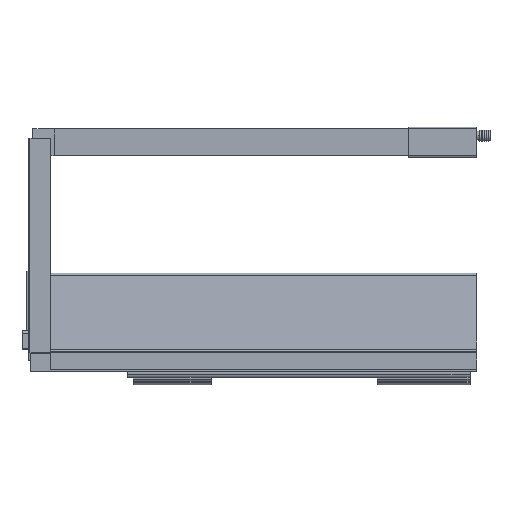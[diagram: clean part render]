
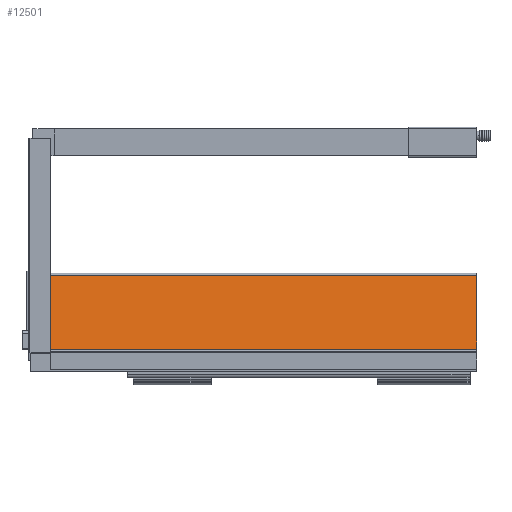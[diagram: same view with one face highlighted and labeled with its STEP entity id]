
A CAD part, top view. The second image highlights one B-rep face of the part: STEP entity #12501.
In plain terms, the highlighted planar face has unit normal (0, 0.139, 0.99).
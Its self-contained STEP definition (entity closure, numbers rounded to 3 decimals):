
#24 = VECTOR ( 'NONE', #11409, 1000. ) ;
#504 = VERTEX_POINT ( 'NONE', #8839 ) ;
#980 = DIRECTION ( 'NONE',  ( 0., -0.99, 0.139 ) ) ;
#1012 = VECTOR ( 'NONE', #10889, 1000. ) ;
#1288 = ORIENTED_EDGE ( 'NONE', *, *, #8283, .F. ) ;
#1476 = VECTOR ( 'NONE', #980, 1000. ) ;
#2225 = ORIENTED_EDGE ( 'NONE', *, *, #4327, .F. ) ;
#2240 = DIRECTION ( 'NONE',  ( 0., -0.99, 0.139 ) ) ;
#3229 = DIRECTION ( 'NONE',  ( 0., 0.139, 0.99 ) ) ;
#3477 = LINE ( 'NONE', #7351, #24 ) ;
#3640 = VECTOR ( 'NONE', #6229, 1000. ) ;
#4001 = CARTESIAN_POINT ( 'NONE',  ( -373.5, 10.222, 34.135 ) ) ;
#4297 = VERTEX_POINT ( 'NONE', #11270 ) ;
#4327 = EDGE_CURVE ( 'NONE', #4297, #504, #3477, .T. ) ;
#4995 = PLANE ( 'NONE',  #6931 ) ;
#5490 = VERTEX_POINT ( 'NONE', #4001 ) ;
#6229 = DIRECTION ( 'NONE',  ( 0., 0.99, -0.139 ) ) ;
#6443 = EDGE_CURVE ( 'NONE', #5490, #12978, #8897, .T. ) ;
#6833 = CARTESIAN_POINT ( 'NONE',  ( 0., 10.222, 34.135 ) ) ;
#6931 = AXIS2_PLACEMENT_3D ( 'NONE', #8236, #3229, #2240 ) ;
#7351 = CARTESIAN_POINT ( 'NONE',  ( -393., 75.024, 25.028 ) ) ;
#8236 = CARTESIAN_POINT ( 'NONE',  ( -393., 75.024, 25.028 ) ) ;
#8283 = EDGE_CURVE ( 'NONE', #5490, #4297, #11206, .T. ) ;
#8839 = CARTESIAN_POINT ( 'NONE',  ( 0., 75.024, 25.028 ) ) ;
#8897 = LINE ( 'NONE', #6833, #1012 ) ;
#9303 = FACE_OUTER_BOUND ( 'NONE', #12885, .T. ) ;
#9316 = LINE ( 'NONE', #12104, #1476 ) ;
#9757 = ORIENTED_EDGE ( 'NONE', *, *, #12106, .F. ) ;
#10889 = DIRECTION ( 'NONE',  ( 1., 0., 0. ) ) ;
#11206 = LINE ( 'NONE', #11273, #3640 ) ;
#11270 = CARTESIAN_POINT ( 'NONE',  ( -373.5, 75.024, 25.028 ) ) ;
#11273 = CARTESIAN_POINT ( 'NONE',  ( -373.5, 75.024, 25.028 ) ) ;
#11409 = DIRECTION ( 'NONE',  ( 1., 0., 0. ) ) ;
#12077 = ORIENTED_EDGE ( 'NONE', *, *, #6443, .T. ) ;
#12104 = CARTESIAN_POINT ( 'NONE',  ( 0., 75.024, 25.028 ) ) ;
#12106 = EDGE_CURVE ( 'NONE', #504, #12978, #9316, .T. ) ;
#12321 = CARTESIAN_POINT ( 'NONE',  ( 0., 10.222, 34.135 ) ) ;
#12501 = ADVANCED_FACE ( 'NONE', ( #9303 ), #4995, .T. ) ;
#12885 = EDGE_LOOP ( 'NONE', ( #1288, #12077, #9757, #2225 ) ) ;
#12978 = VERTEX_POINT ( 'NONE', #12321 ) ;
